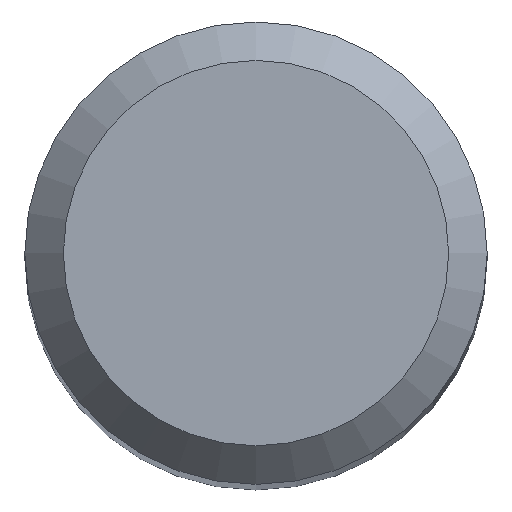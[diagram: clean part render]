
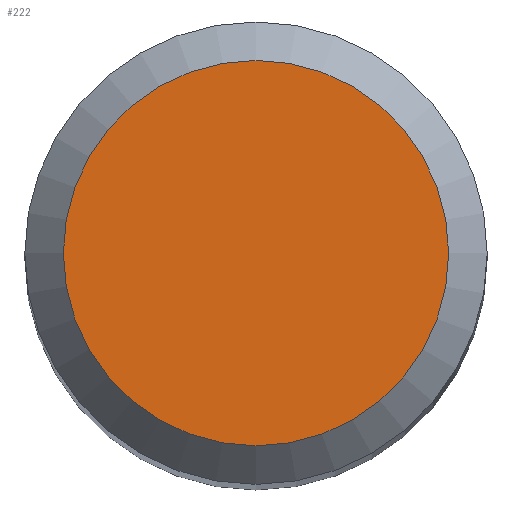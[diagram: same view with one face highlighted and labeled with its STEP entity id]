
A CAD part, top view. The second image highlights one B-rep face of the part: STEP entity #222.
In plain terms, the highlighted planar face has unit normal (0, 0, 1).
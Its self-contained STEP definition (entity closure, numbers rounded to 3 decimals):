
#14 = EDGE_CURVE ( 'NONE', #88, #88, #112, .T. ) ;
#28 = CARTESIAN_POINT ( 'NONE',  ( 0., 2.5, 60. ) ) ;
#29 = FACE_OUTER_BOUND ( 'NONE', #194, .T. ) ;
#40 = ORIENTED_EDGE ( 'NONE', *, *, #14, .F. ) ;
#77 = DIRECTION ( 'NONE',  ( 0., 0., -1. ) ) ;
#88 = VERTEX_POINT ( 'NONE', #28 ) ;
#112 = CIRCLE ( 'NONE', #198, 2.5 ) ;
#113 = AXIS2_PLACEMENT_3D ( 'NONE', #130, #121, #169 ) ;
#121 = DIRECTION ( 'NONE',  ( 0., 0., -1. ) ) ;
#130 = CARTESIAN_POINT ( 'NONE',  ( 0., 0., 60. ) ) ;
#134 = PLANE ( 'NONE',  #113 ) ;
#169 = DIRECTION ( 'NONE',  ( 0., 1., 0. ) ) ;
#182 = DIRECTION ( 'NONE',  ( 0., 1., 0. ) ) ;
#193 = CARTESIAN_POINT ( 'NONE',  ( 0., 0., 60. ) ) ;
#194 = EDGE_LOOP ( 'NONE', ( #40 ) ) ;
#198 = AXIS2_PLACEMENT_3D ( 'NONE', #193, #77, #182 ) ;
#222 = ADVANCED_FACE ( 'NONE', ( #29 ), #134, .F. ) ;
